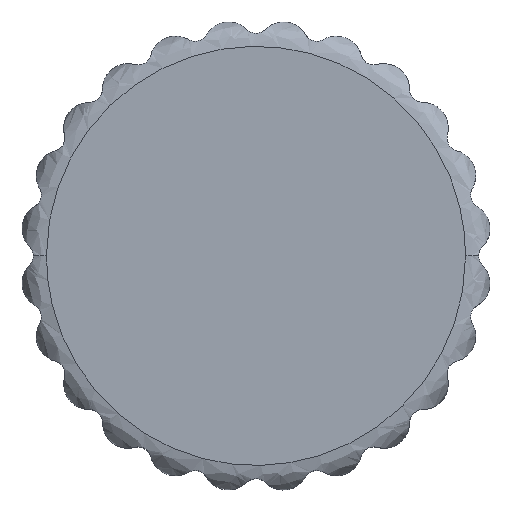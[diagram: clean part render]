
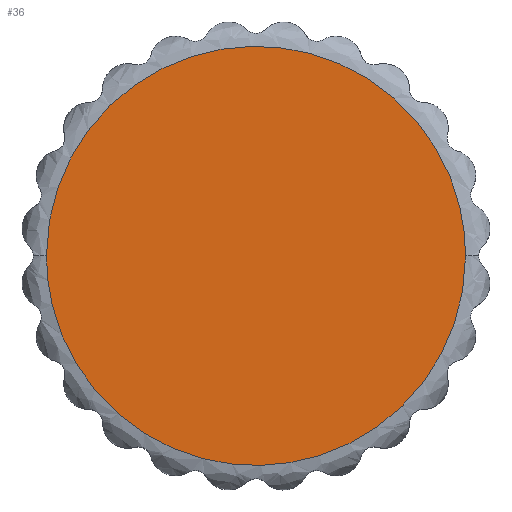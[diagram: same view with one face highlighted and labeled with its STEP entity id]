
A CAD part, top view. The second image highlights one B-rep face of the part: STEP entity #36.
In plain terms, the highlighted planar face has unit normal (0, 0, 1).
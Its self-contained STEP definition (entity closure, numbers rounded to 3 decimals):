
#36=ADVANCED_FACE('',(#156),#2032,.T.);
#156=FACE_OUTER_BOUND('',#278,.T.);
#278=EDGE_LOOP('',(#464,#465));
#464=ORIENTED_EDGE('',*,*,#1410,.F.);
#465=ORIENTED_EDGE('',*,*,#1113,.F.);
#1113=EDGE_CURVE('',#1787,#1989,#1589,.T.);
#1410=EDGE_CURVE('',#1989,#1787,#1757,.T.);
#1589=(
BOUNDED_CURVE()
B_SPLINE_CURVE(2,(#6962,#6963,#6964,#6965,#6966),.UNSPECIFIED.,.F.,.F.)
B_SPLINE_CURVE_WITH_KNOTS((3,2,3),(0.,25.133,50.265),
 .UNSPECIFIED.)
CURVE()
GEOMETRIC_REPRESENTATION_ITEM()
RATIONAL_B_SPLINE_CURVE((1.,0.707,1.,0.707,1.))
REPRESENTATION_ITEM('')
);
#1757=(
BOUNDED_CURVE()
B_SPLINE_CURVE(2,(#8944,#8945,#8946,#8947,#8948),.UNSPECIFIED.,.F.,.F.)
B_SPLINE_CURVE_WITH_KNOTS((3,2,3),(50.265,75.398,100.53),
 .UNSPECIFIED.)
CURVE()
GEOMETRIC_REPRESENTATION_ITEM()
RATIONAL_B_SPLINE_CURVE((1.,0.707,1.,0.707,1.))
REPRESENTATION_ITEM('')
);
#1787=VERTEX_POINT('',#6068);
#1989=VERTEX_POINT('',#6270);
#2032=PLANE('',#2213);
#2213=AXIS2_PLACEMENT_3D('',#5487,#2302,$);
#2302=DIRECTION('',(0.,0.,1.));
#5487=CARTESIAN_POINT('',(172.29,22.542,255.));
#6068=CARTESIAN_POINT('',(165.79,0.042,255.));
#6270=CARTESIAN_POINT('',(133.79,0.042,255.));
#6962=CARTESIAN_POINT('',(165.79,0.042,255.));
#6963=CARTESIAN_POINT('',(165.79,-15.958,255.));
#6964=CARTESIAN_POINT('',(149.79,-15.958,255.));
#6965=CARTESIAN_POINT('',(133.79,-15.958,255.));
#6966=CARTESIAN_POINT('',(133.79,0.042,255.));
#8944=CARTESIAN_POINT('',(133.79,0.042,255.));
#8945=CARTESIAN_POINT('',(133.79,16.042,255.));
#8946=CARTESIAN_POINT('',(149.79,16.042,255.));
#8947=CARTESIAN_POINT('',(165.79,16.042,255.));
#8948=CARTESIAN_POINT('',(165.79,0.042,255.));
